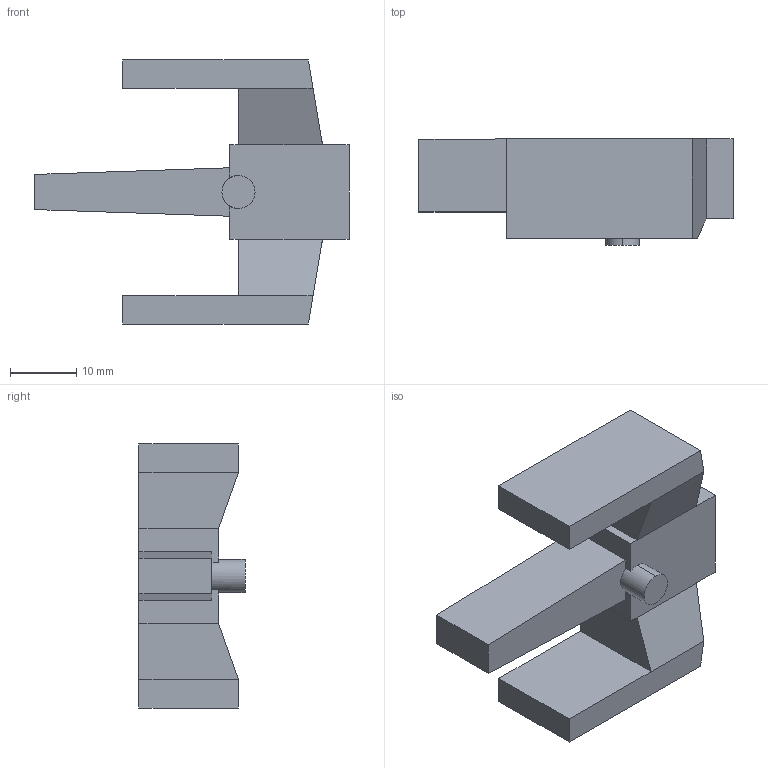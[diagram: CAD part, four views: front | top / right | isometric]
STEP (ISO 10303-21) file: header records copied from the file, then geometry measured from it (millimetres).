
FILE_DESCRIPTION (( 'STEP AP203' ), '1' );
FILE_NAME ('X-Wing Blank.STEP', '2016-03-27T20:54:34', ( '' ), ( '' ), 'SwSTEP 2.0', 'SolidWorks 2016', '' );
FILE_SCHEMA (( 'CONFIG_CONTROL_DESIGN' ));
Length unit declared in the file: millimetre
Products named in the file (1): X-Wing Blank
Bounding box: 47.35 x 16 x 39.8 mm (x, y, z)
Volume: 11553.9 mm3; surface area: 5026.8 mm2
Topology: 1 solids, 1 shells, 30 faces, 80 edges, 52 vertices
Faces by surface type: plane 28, cylinder 2
Entity records: 995 total; most frequent: CARTESIAN_POINT 163, ORIENTED_EDGE 160, DIRECTION 148, EDGE_CURVE 80, LINE 74, VECTOR 74, VERTEX_POINT 52, AXIS2_PLACEMENT_3D 37
